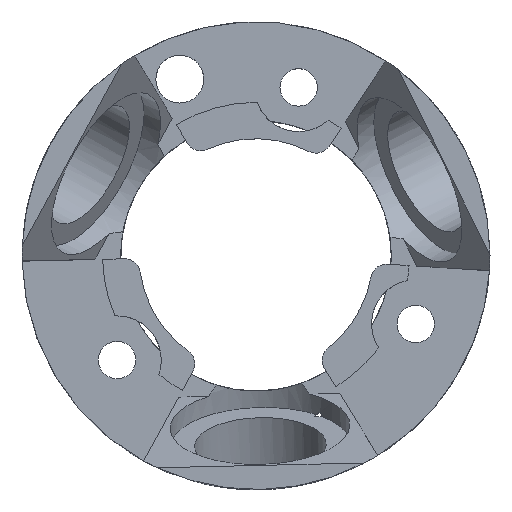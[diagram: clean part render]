
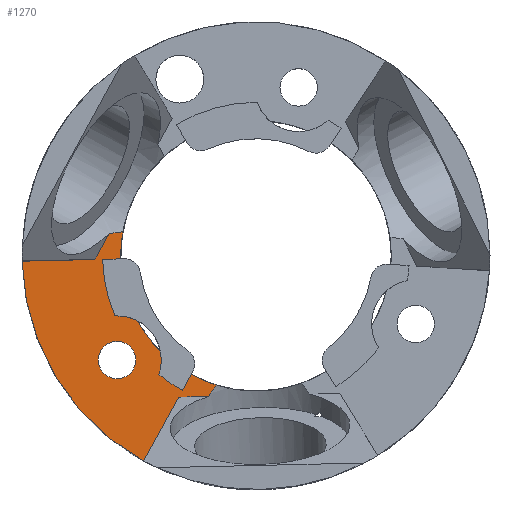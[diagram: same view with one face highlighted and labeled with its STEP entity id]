
A CAD part, top view. The second image highlights one B-rep face of the part: STEP entity #1270.
In plain terms, the highlighted planar face has unit normal (0, 0, 1).
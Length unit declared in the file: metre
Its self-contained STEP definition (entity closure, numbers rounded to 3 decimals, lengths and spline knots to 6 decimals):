
#15=ELLIPSE('',#1408,0.020468,0.00865);
#16=ELLIPSE('',#1410,0.020468,0.00865);
#43=PLANE('',#1404);
#95=LINE('',#2122,#175);
#96=LINE('',#2125,#176);
#97=LINE('',#2127,#177);
#98=LINE('',#2131,#178);
#99=LINE('',#2133,#179);
#100=LINE('',#2136,#180);
#175=VECTOR('',#1673,1.);
#176=VECTOR('',#1676,1.);
#177=VECTOR('',#1677,1.);
#178=VECTOR('',#1680,1.);
#179=VECTOR('',#1681,1.);
#180=VECTOR('',#1684,1.);
#320=ORIENTED_EDGE('',*,*,#691,.F.);
#321=ORIENTED_EDGE('',*,*,#621,.T.);
#322=ORIENTED_EDGE('',*,*,#692,.T.);
#323=ORIENTED_EDGE('',*,*,#690,.F.);
#324=ORIENTED_EDGE('',*,*,#693,.T.);
#325=ORIENTED_EDGE('',*,*,#615,.T.);
#326=ORIENTED_EDGE('',*,*,#694,.F.);
#327=ORIENTED_EDGE('',*,*,#689,.F.);
#328=ORIENTED_EDGE('',*,*,#695,.T.);
#329=ORIENTED_EDGE('',*,*,#696,.T.);
#330=ORIENTED_EDGE('',*,*,#697,.T.);
#331=ORIENTED_EDGE('',*,*,#698,.T.);
#332=ORIENTED_EDGE('',*,*,#699,.T.);
#333=ORIENTED_EDGE('',*,*,#700,.T.);
#334=ORIENTED_EDGE('',*,*,#701,.T.);
#335=ORIENTED_EDGE('',*,*,#679,.F.);
#336=ORIENTED_EDGE('',*,*,#702,.T.);
#615=EDGE_CURVE('',#806,#807,#936,.T.);
#621=EDGE_CURVE('',#813,#812,#939,.T.);
#679=EDGE_CURVE('',#819,#865,#978,.T.);
#689=EDGE_CURVE('',#870,#821,#985,.T.);
#690=EDGE_CURVE('',#820,#818,#986,.T.);
#691=EDGE_CURVE('',#871,#871,#987,.T.);
#692=EDGE_CURVE('',#812,#818,#988,.T.);
#693=EDGE_CURVE('',#820,#806,#989,.T.);
#694=EDGE_CURVE('',#821,#807,#95,.T.);
#695=EDGE_CURVE('',#870,#872,#15,.F.);
#696=EDGE_CURVE('',#872,#873,#96,.T.);
#697=EDGE_CURVE('',#873,#874,#97,.T.);
#698=EDGE_CURVE('',#874,#875,#990,.T.);
#699=EDGE_CURVE('',#875,#876,#98,.T.);
#700=EDGE_CURVE('',#876,#877,#99,.T.);
#701=EDGE_CURVE('',#877,#865,#16,.F.);
#702=EDGE_CURVE('',#819,#813,#100,.T.);
#806=VERTEX_POINT('',#1948);
#807=VERTEX_POINT('',#1949);
#812=VERTEX_POINT('',#1960);
#813=VERTEX_POINT('',#1962);
#818=VERTEX_POINT('',#1977);
#819=VERTEX_POINT('',#1978);
#820=VERTEX_POINT('',#1980);
#821=VERTEX_POINT('',#1982);
#865=VERTEX_POINT('',#2082);
#870=VERTEX_POINT('',#2114);
#871=VERTEX_POINT('',#2119);
#872=VERTEX_POINT('',#2124);
#873=VERTEX_POINT('',#2126);
#874=VERTEX_POINT('',#2128);
#875=VERTEX_POINT('',#2130);
#876=VERTEX_POINT('',#2132);
#877=VERTEX_POINT('',#2134);
#936=CIRCLE('',#1342,0.01475);
#939=CIRCLE('',#1346,0.01475);
#978=CIRCLE('',#1395,0.013);
#985=CIRCLE('',#1402,0.013);
#986=CIRCLE('',#1403,0.013);
#987=CIRCLE('',#1405,0.0018);
#988=CIRCLE('',#1406,0.00425);
#989=CIRCLE('',#1407,0.00425);
#990=CIRCLE('',#1409,0.0225);
#1038=EDGE_LOOP('',(#320));
#1039=EDGE_LOOP('',(#321,#322,#323,#324,#325,#326,#327,#328,#329,#330,#331,
#332,#333,#334,#335,#336));
#1139=FACE_BOUND('',#1038,.T.);
#1140=FACE_BOUND('',#1039,.T.);
#1270=ADVANCED_FACE('',(#1139,#1140),#43,.T.);
#1342=AXIS2_PLACEMENT_3D('',#1947,#1519,#1520);
#1346=AXIS2_PLACEMENT_3D('',#1961,#1530,#1531);
#1395=AXIS2_PLACEMENT_3D('',#2081,#1647,#1648);
#1402=AXIS2_PLACEMENT_3D('',#2115,#1661,#1662);
#1403=AXIS2_PLACEMENT_3D('',#2116,#1663,#1664);
#1404=AXIS2_PLACEMENT_3D('',#2117,#1665,#1666);
#1405=AXIS2_PLACEMENT_3D('',#2118,#1667,#1668);
#1406=AXIS2_PLACEMENT_3D('',#2120,#1669,#1670);
#1407=AXIS2_PLACEMENT_3D('',#2121,#1671,#1672);
#1408=AXIS2_PLACEMENT_3D('',#2123,#1674,#1675);
#1409=AXIS2_PLACEMENT_3D('',#2129,#1678,#1679);
#1410=AXIS2_PLACEMENT_3D('',#2135,#1682,#1683);
#1519=DIRECTION('',(0.,0.,-1.));
#1520=DIRECTION('',(1.,0.,0.));
#1530=DIRECTION('',(0.,0.,-1.));
#1531=DIRECTION('',(1.,0.,0.));
#1647=DIRECTION('',(0.,0.,1.));
#1648=DIRECTION('',(1.,0.,0.));
#1661=DIRECTION('',(0.,0.,1.));
#1662=DIRECTION('',(1.,0.,0.));
#1663=DIRECTION('',(0.,0.,1.));
#1664=DIRECTION('',(1.,0.,0.));
#1665=DIRECTION('',(0.,0.,1.));
#1666=DIRECTION('',(1.,0.,0.));
#1667=DIRECTION('',(0.,0.,1.));
#1668=DIRECTION('',(1.,0.,0.));
#1669=DIRECTION('',(0.,0.,1.));
#1670=DIRECTION('',(1.,0.,0.));
#1671=DIRECTION('',(0.,0.,1.));
#1672=DIRECTION('',(1.,0.,0.));
#1673=DIRECTION('',(-1.,-0.023,0.));
#1674=DIRECTION('',(0.,0.,1.));
#1675=DIRECTION('',(-0.877,0.48,0.));
#1676=DIRECTION('',(-0.48,-0.877,0.));
#1677=DIRECTION('',(-1.,-0.023,0.));
#1678=DIRECTION('',(0.,0.,1.));
#1679=DIRECTION('',(1.,0.,0.));
#1680=DIRECTION('',(0.48,0.877,0.));
#1681=DIRECTION('',(1.,0.023,0.));
#1682=DIRECTION('',(0.,0.,1.));
#1683=DIRECTION('',(0.023,-1.,0.));
#1684=DIRECTION('',(-0.48,-0.877,0.));
#1947=CARTESIAN_POINT('',(0.,0.,0.004));
#1948=CARTESIAN_POINT('',(-0.01357,-0.005781,0.004));
#1949=CARTESIAN_POINT('',(-0.014746,-0.00034,0.004));
#1960=CARTESIAN_POINT('',(-0.00934,-0.011416,0.004));
#1961=CARTESIAN_POINT('',(0.,0.,0.004));
#1962=CARTESIAN_POINT('',(-0.007078,-0.012941,0.004));
#1977=CARTESIAN_POINT('',(-0.009187,-0.009197,0.004));
#1978=CARTESIAN_POINT('',(-0.006239,-0.011405,0.004));
#1980=CARTESIAN_POINT('',(-0.011397,-0.006254,0.004));
#1982=CARTESIAN_POINT('',(-0.012997,-0.0003,0.004));
#2081=CARTESIAN_POINT('',(0.,0.,0.004));
#2082=CARTESIAN_POINT('',(-0.003834,-0.012422,0.004));
#2114=CARTESIAN_POINT('',(-0.012794,0.002305,0.004));
#2115=CARTESIAN_POINT('',(0.,0.,0.004));
#2116=CARTESIAN_POINT('',(0.,0.,0.004));
#2117=CARTESIAN_POINT('',(0.,0.,0.004));
#2118=CARTESIAN_POINT('',(-0.013356,-0.010026,0.004));
#2119=CARTESIAN_POINT('',(-0.011556,-0.010026,0.004));
#2120=CARTESIAN_POINT('',(-0.013356,-0.010026,0.004));
#2121=CARTESIAN_POINT('',(-0.013356,-0.010026,0.004));
#2122=CARTESIAN_POINT('',(-0.013702,-0.000316,0.004));
#2123=CARTESIAN_POINT('',(-0.026612,0.014554,0.004));
#2124=CARTESIAN_POINT('',(-0.014115,0.002164,0.004));
#2125=CARTESIAN_POINT('',(-0.011777,0.00644,0.004));
#2126=CARTESIAN_POINT('',(-0.015494,-0.000357,0.004));
#2127=CARTESIAN_POINT('',(-0.021494,-0.000496,0.004));
#2128=CARTESIAN_POINT('',(-0.022494,-0.000519,0.004));
#2129=CARTESIAN_POINT('',(0.,0.,0.004));
#2130=CARTESIAN_POINT('',(-0.010798,-0.01974,0.004));
#2131=CARTESIAN_POINT('',(-0.008638,-0.015792,0.004));
#2132=CARTESIAN_POINT('',(-0.007438,-0.013599,0.004));
#2133=CARTESIAN_POINT('',(0.00031,-0.01342,0.004));
#2134=CARTESIAN_POINT('',(-0.004566,-0.013532,0.004));
#2135=CARTESIAN_POINT('',(0.000699,-0.03032,0.004));
#2136=CARTESIAN_POINT('',(-0.006577,-0.012024,0.004));
